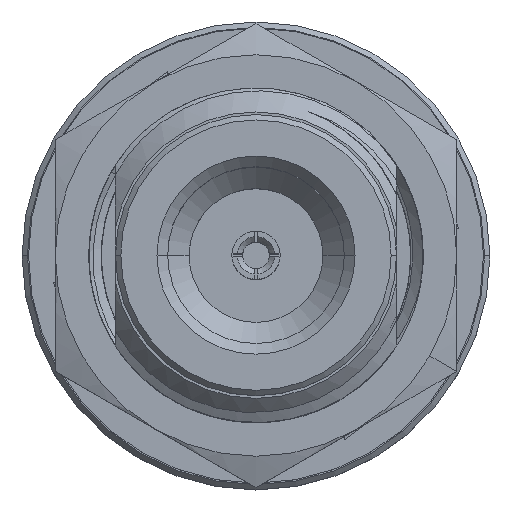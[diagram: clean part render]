
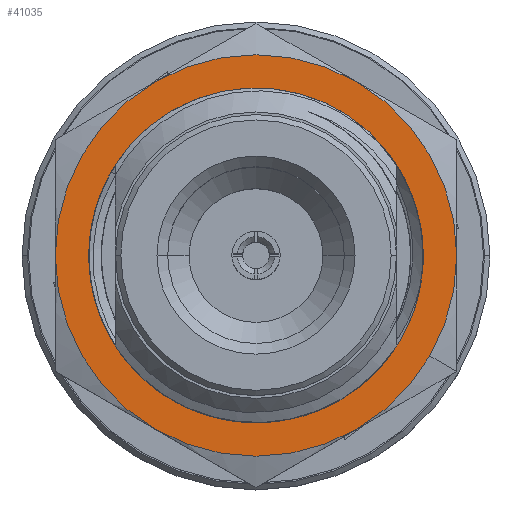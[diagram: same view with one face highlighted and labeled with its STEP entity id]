
A CAD part, top view. The second image highlights one B-rep face of the part: STEP entity #41035.
In plain terms, the highlighted planar face has unit normal (0, 0, 1).
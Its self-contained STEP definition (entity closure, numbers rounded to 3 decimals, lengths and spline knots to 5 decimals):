
#858 = CIRCLE ( 'NONE', #54966, 0.375 ) ;
#1909 = DIRECTION ( 'NONE',  ( 0., 0., 1. ) ) ;
#2612 = CARTESIAN_POINT ( 'NONE',  ( 0.375, 0., -0.39306 ) ) ;
#2793 = EDGE_CURVE ( 'NONE', #80365, #9768, #55583, .T. ) ;
#3225 = ORIENTED_EDGE ( 'NONE', *, *, #2793, .F. ) ;
#3445 = EDGE_CURVE ( 'NONE', #62613, #45691, #42616, .T. ) ;
#3942 = DIRECTION ( 'NONE',  ( 0.866, -0.5, 0. ) ) ;
#4776 = AXIS2_PLACEMENT_3D ( 'NONE', #58975, #78233, #70736 ) ;
#6393 = CIRCLE ( 'NONE', #21743, 0.375 ) ;
#7175 = CIRCLE ( 'NONE', #25916, 0.3125 ) ;
#7197 = EDGE_CURVE ( 'NONE', #57184, #63379, #42311, .T. ) ;
#8233 = ORIENTED_EDGE ( 'NONE', *, *, #45990, .T. ) ;
#8508 = CARTESIAN_POINT ( 'NONE',  ( 0., 0., -0.39306 ) ) ;
#9212 = AXIS2_PLACEMENT_3D ( 'NONE', #49637, #36502, #30383 ) ;
#9768 = VERTEX_POINT ( 'NONE', #19718 ) ;
#9839 = ORIENTED_EDGE ( 'NONE', *, *, #12085, .T. ) ;
#10476 = ORIENTED_EDGE ( 'NONE', *, *, #12339, .F. ) ;
#11322 = DIRECTION ( 'NONE',  ( 0., 0., 1. ) ) ;
#12085 = EDGE_CURVE ( 'NONE', #45691, #79693, #14185, .T. ) ;
#12339 = EDGE_CURVE ( 'NONE', #47354, #80365, #7175, .T. ) ;
#12659 = CIRCLE ( 'NONE', #9212, 0.375 ) ;
#14185 = CIRCLE ( 'NONE', #40352, 0.375 ) ;
#14989 = CIRCLE ( 'NONE', #77411, 0.375 ) ;
#15369 = DIRECTION ( 'NONE',  ( 0.866, -0.5, 0. ) ) ;
#17247 = CARTESIAN_POINT ( 'NONE',  ( 0., 0., -0.39306 ) ) ;
#19087 = ORIENTED_EDGE ( 'NONE', *, *, #28150, .T. ) ;
#19718 = CARTESIAN_POINT ( 'NONE',  ( 0.27063, -0.15625, -0.39306 ) ) ;
#19888 = ORIENTED_EDGE ( 'NONE', *, *, #3445, .T. ) ;
#19929 = AXIS2_PLACEMENT_3D ( 'NONE', #17247, #11322, #43229 ) ;
#20871 = CARTESIAN_POINT ( 'NONE',  ( -0.1875, 0.32476, -0.39306 ) ) ;
#21743 = AXIS2_PLACEMENT_3D ( 'NONE', #26849, #1909, #78473 ) ;
#21986 = DIRECTION ( 'NONE',  ( 0.866, -0.5, 0. ) ) ;
#22085 = EDGE_CURVE ( 'NONE', #63379, #72575, #14989, .T. ) ;
#24886 = CIRCLE ( 'NONE', #70207, 0.3125 ) ;
#25916 = AXIS2_PLACEMENT_3D ( 'NONE', #47876, #66617, #29432 ) ;
#26849 = CARTESIAN_POINT ( 'NONE',  ( 0., 0., -0.39306 ) ) ;
#27622 = CARTESIAN_POINT ( 'NONE',  ( 0., 0., -0.39306 ) ) ;
#27848 = DIRECTION ( 'NONE',  ( 0.866, -0.5, 0. ) ) ;
#28150 = EDGE_CURVE ( 'NONE', #79693, #45339, #858, .T. ) ;
#28780 = CARTESIAN_POINT ( 'NONE',  ( 0., 0., -0.39306 ) ) ;
#28933 = DIRECTION ( 'NONE',  ( 0., 0., 1. ) ) ;
#29432 = DIRECTION ( 'NONE',  ( 0.866, -0.5, 0. ) ) ;
#30383 = DIRECTION ( 'NONE',  ( 0.866, -0.5, 0. ) ) ;
#30906 = ORIENTED_EDGE ( 'NONE', *, *, #36691, .F. ) ;
#31411 = ORIENTED_EDGE ( 'NONE', *, *, #7197, .T. ) ;
#33379 = DIRECTION ( 'NONE',  ( 0., 0., 1. ) ) ;
#34033 = DIRECTION ( 'NONE',  ( 0.866, -0.5, 0. ) ) ;
#34298 = CARTESIAN_POINT ( 'NONE',  ( 0., 0., -0.39306 ) ) ;
#36502 = DIRECTION ( 'NONE',  ( 0., 0., 1. ) ) ;
#36691 = EDGE_CURVE ( 'NONE', #9768, #47354, #24886, .T. ) ;
#36974 = EDGE_LOOP ( 'NONE', ( #10476, #30906, #3225 ) ) ;
#40352 = AXIS2_PLACEMENT_3D ( 'NONE', #80503, #54820, #3942 ) ;
#40620 = DIRECTION ( 'NONE',  ( 0.866, -0.5, 0. ) ) ;
#41035 = ADVANCED_FACE ( 'NONE', ( #60694, #55698 ), #79493, .T. ) ;
#42311 = CIRCLE ( 'NONE', #19929, 0.375 ) ;
#42616 = CIRCLE ( 'NONE', #47666, 0.375 ) ;
#43229 = DIRECTION ( 'NONE',  ( 0.866, -0.5, 0. ) ) ;
#44945 = CARTESIAN_POINT ( 'NONE',  ( 0.30456, -0.07001, -0.39306 ) ) ;
#45339 = VERTEX_POINT ( 'NONE', #71171 ) ;
#45691 = VERTEX_POINT ( 'NONE', #20871 ) ;
#45990 = EDGE_CURVE ( 'NONE', #45339, #57184, #12659, .T. ) ;
#47354 = VERTEX_POINT ( 'NONE', #44945 ) ;
#47666 = AXIS2_PLACEMENT_3D ( 'NONE', #78859, #33379, #40620 ) ;
#47876 = CARTESIAN_POINT ( 'NONE',  ( 0., 0., -0.39306 ) ) ;
#49637 = CARTESIAN_POINT ( 'NONE',  ( 0., 0., -0.39306 ) ) ;
#50440 = ORIENTED_EDGE ( 'NONE', *, *, #59206, .T. ) ;
#52619 = AXIS2_PLACEMENT_3D ( 'NONE', #27622, #59719, #21986 ) ;
#54070 = CARTESIAN_POINT ( 'NONE',  ( 0.16585, -0.26486, -0.39306 ) ) ;
#54820 = DIRECTION ( 'NONE',  ( 0., 0., 1. ) ) ;
#54966 = AXIS2_PLACEMENT_3D ( 'NONE', #8508, #28933, #27848 ) ;
#55583 = CIRCLE ( 'NONE', #4776, 0.3125 ) ;
#55698 = FACE_OUTER_BOUND ( 'NONE', #65963, .T. ) ;
#57184 = VERTEX_POINT ( 'NONE', #78160 ) ;
#58196 = CARTESIAN_POINT ( 'NONE',  ( 0.32476, -0.1875, -0.39306 ) ) ;
#58975 = CARTESIAN_POINT ( 'NONE',  ( 0., 0., -0.39306 ) ) ;
#59206 = EDGE_CURVE ( 'NONE', #72575, #62613, #6393, .T. ) ;
#59719 = DIRECTION ( 'NONE',  ( 0., 0., 1. ) ) ;
#60694 = FACE_BOUND ( 'NONE', #36974, .T. ) ;
#62613 = VERTEX_POINT ( 'NONE', #66894 ) ;
#63379 = VERTEX_POINT ( 'NONE', #58196 ) ;
#65963 = EDGE_LOOP ( 'NONE', ( #31411, #75909, #50440, #19888, #9839, #19087, #8233 ) ) ;
#66617 = DIRECTION ( 'NONE',  ( 0., 0., 1. ) ) ;
#66894 = CARTESIAN_POINT ( 'NONE',  ( 0.1875, 0.32476, -0.39306 ) ) ;
#70207 = AXIS2_PLACEMENT_3D ( 'NONE', #28780, #72652, #15369 ) ;
#70736 = DIRECTION ( 'NONE',  ( 0.866, -0.5, 0. ) ) ;
#70899 = CARTESIAN_POINT ( 'NONE',  ( -0.375, 0., -0.39306 ) ) ;
#71171 = CARTESIAN_POINT ( 'NONE',  ( -0.1875, -0.32476, -0.39306 ) ) ;
#72575 = VERTEX_POINT ( 'NONE', #2612 ) ;
#72652 = DIRECTION ( 'NONE',  ( 0., 0., 1. ) ) ;
#73369 = DIRECTION ( 'NONE',  ( 0., 0., 1. ) ) ;
#75909 = ORIENTED_EDGE ( 'NONE', *, *, #22085, .T. ) ;
#77411 = AXIS2_PLACEMENT_3D ( 'NONE', #34298, #73369, #34033 ) ;
#78160 = CARTESIAN_POINT ( 'NONE',  ( 0.1875, -0.32476, -0.39306 ) ) ;
#78233 = DIRECTION ( 'NONE',  ( 0., 0., 1. ) ) ;
#78473 = DIRECTION ( 'NONE',  ( 0.866, -0.5, 0. ) ) ;
#78859 = CARTESIAN_POINT ( 'NONE',  ( 0., 0., -0.39306 ) ) ;
#79493 = PLANE ( 'NONE',  #52619 ) ;
#79693 = VERTEX_POINT ( 'NONE', #70899 ) ;
#80365 = VERTEX_POINT ( 'NONE', #54070 ) ;
#80503 = CARTESIAN_POINT ( 'NONE',  ( 0., 0., -0.39306 ) ) ;
